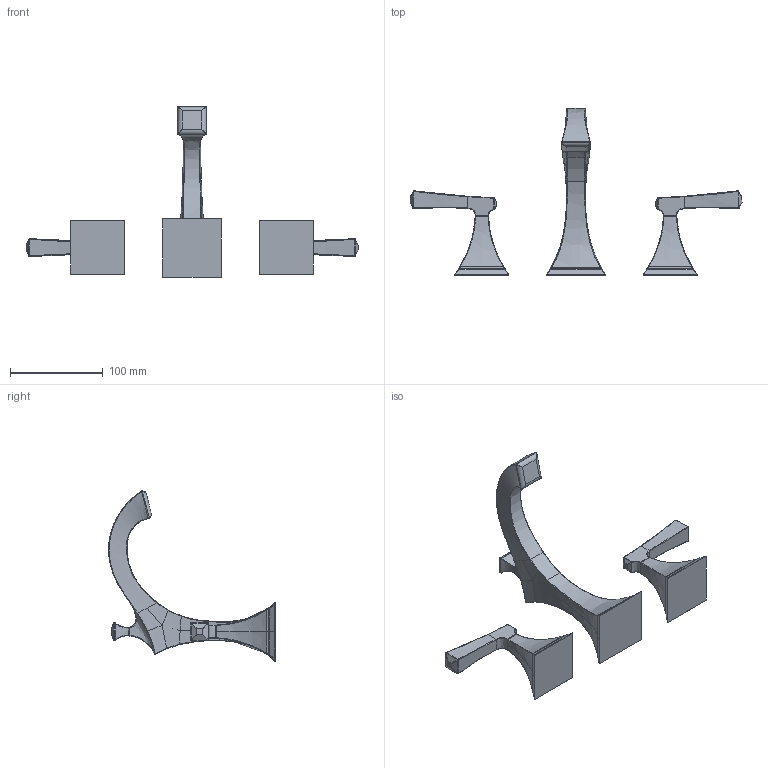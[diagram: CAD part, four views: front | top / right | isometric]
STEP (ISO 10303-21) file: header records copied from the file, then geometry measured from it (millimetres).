
FILE_DESCRIPTION((''),'2;1');
FILE_NAME('2570','2020-11-27T14:20:39',('jinson.thomas'),(''),'CREO PARAMETRIC BY PTC INC, 2018400','CREO PARAMETRIC BY PTC INC, 2018400','');
FILE_SCHEMA(('CONFIG_CONTROL_DESIGN'));
Length unit declared in the file: inch
Products named in the file (1): 2570
Bounding box: 358.24 x 180.08 x 183.64 mm (x, y, z)
Volume: 391663.3 mm3; surface area: 73008.8 mm2
Topology: 3 solids, 3 shells, 534 faces, 1230 edges, 673 vertices
Faces by surface type: bspline 313, cylinder 112, plane 45, sphere 34, extrusion 26, torus 4
Entity records: 32345 total; most frequent: CARTESIAN_POINT 23364, ORIENTED_EDGE 2392, EDGE_CURVE 1196, DIRECTION 954, B_SPLINE_CURVE_WITH_KNOTS 838, VERTEX_POINT 673, EDGE_LOOP 539, FACE_OUTER_BOUND 534
